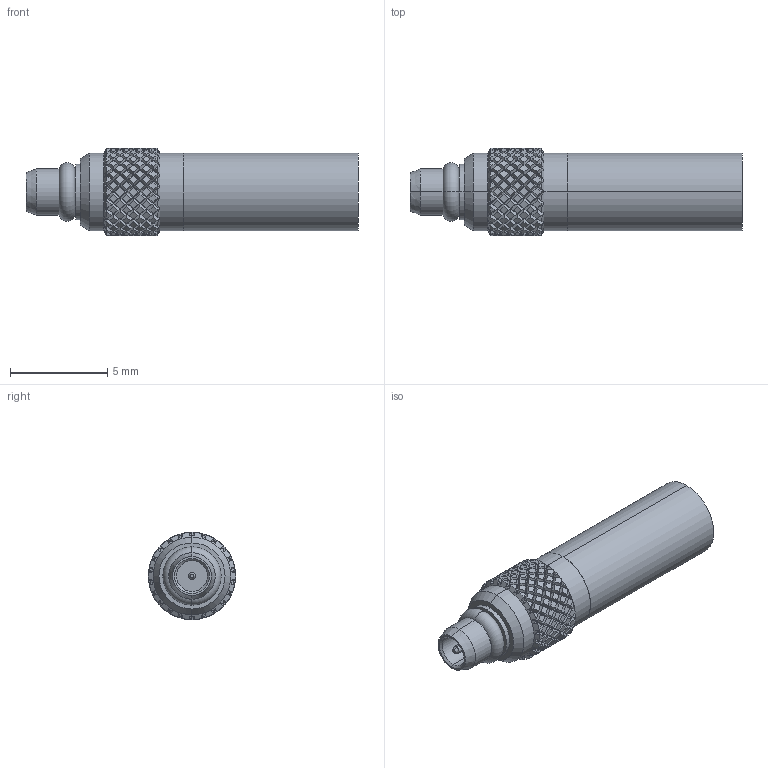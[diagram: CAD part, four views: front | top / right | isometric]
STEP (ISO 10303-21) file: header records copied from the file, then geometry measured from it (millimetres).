
FILE_DESCRIPTION (( 'STEP AP203' ), '1' );
FILE_NAME ('3.14.010#MMCX PLUG FOR RG316 CABLE#MMCXMST.DK.J.STEP', '2021-11-16T07:56:52', ( 'admin' ), ( '' ), 'SwSTEP 2.0', 'SolidWorks 2015', '' );
FILE_SCHEMA (( 'CONFIG_CONTROL_DESIGN' ));
Length unit declared in the file: millimetre
Products named in the file (1): 3.14.010#MMCX PLUG FOR RG316 CABLE#MMCXMST.DK.J
Bounding box: 17.1 x 4.5 x 4.5 mm (x, y, z)
Volume: 113.6 mm3; surface area: 479.9 mm2
Topology: 1 solids, 1 shells, 1461 faces, 3422 edges, 1976 vertices
Faces by surface type: bspline 1188, cylinder 232, cone 24, plane 15, torus 2
Entity records: 106957 total; most frequent: CARTESIAN_POINT 87380, ORIENTED_EDGE 6844, EDGE_CURVE 3422, VERTEX_POINT 1976, EDGE_LOOP 1474, FACE_OUTER_BOUND 1461, ADVANCED_FACE 1461, B_SPLINE_CURVE_WITH_KNOTS 968
